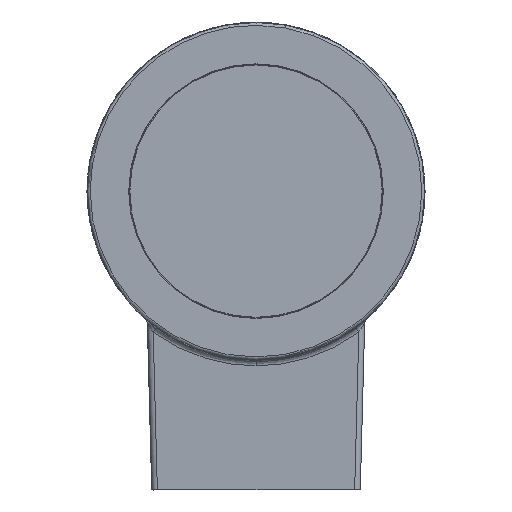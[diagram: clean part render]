
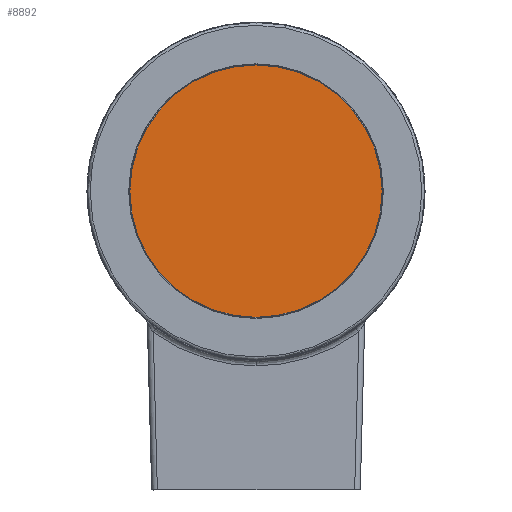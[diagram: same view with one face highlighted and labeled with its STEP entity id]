
A CAD part, left-side view. The second image highlights one B-rep face of the part: STEP entity #8892.
In plain terms, the highlighted face is planar.
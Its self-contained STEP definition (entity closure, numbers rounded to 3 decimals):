
#10 = CARTESIAN_POINT ( 'NONE',  ( 210.64, 148., 124. ) ) ;
#1695 = FACE_OUTER_BOUND ( 'NONE', #9068, .T. ) ;
#1940 = ORIENTED_EDGE ( 'NONE', *, *, #5165, .F. ) ;
#2216 = CARTESIAN_POINT ( 'NONE',  ( 0.551, 106., 124. ) ) ;
#2583 = VERTEX_POINT ( 'NONE', #9573 ) ;
#3143 = VERTEX_POINT ( 'NONE', #3171 ) ;
#3171 = CARTESIAN_POINT ( 'NONE',  ( 0.551, 61.25, 124. ) ) ;
#3765 = CIRCLE ( 'NONE', #4709, 44.75 ) ;
#4709 = AXIS2_PLACEMENT_3D ( 'NONE', #11365, #7477, #7651 ) ;
#5165 = EDGE_CURVE ( 'NONE', #3143, #2583, #3765, .T. ) ;
#5261 = AXIS2_PLACEMENT_3D ( 'NONE', #10, #10724, #8263 ) ;
#5768 = AXIS2_PLACEMENT_3D ( 'NONE', #2216, #6919, #9435 ) ;
#6919 = DIRECTION ( 'NONE',  ( 0., 0., -1. ) ) ;
#7477 = DIRECTION ( 'NONE',  ( 0., 0., -1. ) ) ;
#7651 = DIRECTION ( 'NONE',  ( 0., -1., 0. ) ) ;
#7925 = ORIENTED_EDGE ( 'NONE', *, *, #11604, .F. ) ;
#8263 = DIRECTION ( 'NONE',  ( 0., -1., 0. ) ) ;
#8439 = CIRCLE ( 'NONE', #5768, 44.75 ) ;
#8892 = ADVANCED_FACE ( 'NONE', ( #1695 ), #10911, .T. ) ;
#9068 = EDGE_LOOP ( 'NONE', ( #7925, #1940 ) ) ;
#9435 = DIRECTION ( 'NONE',  ( 0., 1., 0. ) ) ;
#9573 = CARTESIAN_POINT ( 'NONE',  ( 0.551, 150.75, 124. ) ) ;
#10724 = DIRECTION ( 'NONE',  ( 0., 0., 1. ) ) ;
#10911 = PLANE ( 'NONE',  #5261 ) ;
#11365 = CARTESIAN_POINT ( 'NONE',  ( 0.551, 106., 124. ) ) ;
#11604 = EDGE_CURVE ( 'NONE', #2583, #3143, #8439, .T. ) ;
